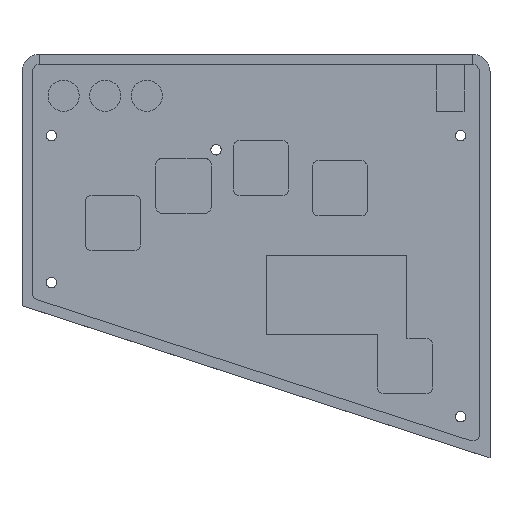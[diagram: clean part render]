
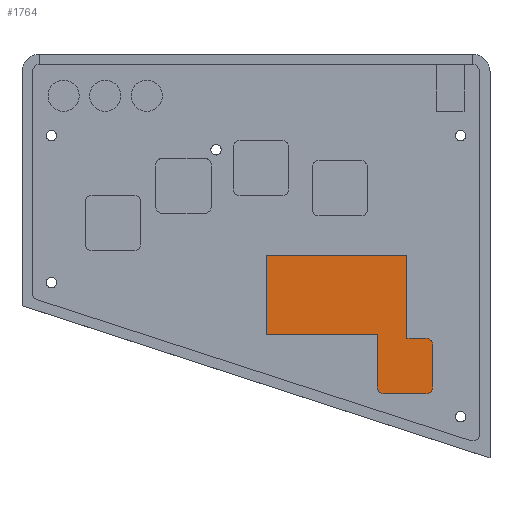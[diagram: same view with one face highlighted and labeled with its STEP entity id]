
A CAD part, top view. The second image highlights one B-rep face of the part: STEP entity #1764.
In plain terms, the highlighted planar face has unit normal (0, 0, 1).
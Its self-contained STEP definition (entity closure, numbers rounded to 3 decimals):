
#82=LINE('',#2621,#257);
#83=LINE('',#2625,#258);
#84=LINE('',#2629,#259);
#85=LINE('',#2631,#260);
#86=LINE('',#2633,#261);
#87=LINE('',#2635,#262);
#88=LINE('',#2637,#263);
#89=LINE('',#2639,#264);
#257=VECTOR('',#2067,10.);
#258=VECTOR('',#2070,10.);
#259=VECTOR('',#2073,10.);
#260=VECTOR('',#2074,10.);
#261=VECTOR('',#2075,10.);
#262=VECTOR('',#2076,10.);
#263=VECTOR('',#2077,10.);
#264=VECTOR('',#2078,10.);
#433=FACE_OUTER_BOUND('',#538,.T.);
#538=EDGE_LOOP('',(#1182,#1183,#1184,#1185,#1186,#1187,#1188,#1189,#1190,
#1191,#1192));
#669=CIRCLE('',#1873,2.);
#670=CIRCLE('',#1874,2.);
#671=CIRCLE('',#1875,2.);
#753=VERTEX_POINT('',#2619);
#754=VERTEX_POINT('',#2620);
#755=VERTEX_POINT('',#2622);
#756=VERTEX_POINT('',#2624);
#757=VERTEX_POINT('',#2626);
#758=VERTEX_POINT('',#2628);
#759=VERTEX_POINT('',#2630);
#760=VERTEX_POINT('',#2632);
#761=VERTEX_POINT('',#2634);
#762=VERTEX_POINT('',#2636);
#763=VERTEX_POINT('',#2638);
#923=EDGE_CURVE('',#753,#754,#82,.T.);
#924=EDGE_CURVE('',#755,#753,#669,.T.);
#925=EDGE_CURVE('',#756,#755,#83,.T.);
#926=EDGE_CURVE('',#757,#756,#670,.T.);
#927=EDGE_CURVE('',#758,#757,#84,.T.);
#928=EDGE_CURVE('',#759,#758,#85,.T.);
#929=EDGE_CURVE('',#760,#759,#86,.T.);
#930=EDGE_CURVE('',#761,#760,#87,.T.);
#931=EDGE_CURVE('',#762,#761,#88,.T.);
#932=EDGE_CURVE('',#763,#762,#89,.T.);
#933=EDGE_CURVE('',#754,#763,#671,.T.);
#1182=ORIENTED_EDGE('',*,*,#923,.F.);
#1183=ORIENTED_EDGE('',*,*,#924,.F.);
#1184=ORIENTED_EDGE('',*,*,#925,.F.);
#1185=ORIENTED_EDGE('',*,*,#926,.F.);
#1186=ORIENTED_EDGE('',*,*,#927,.F.);
#1187=ORIENTED_EDGE('',*,*,#928,.F.);
#1188=ORIENTED_EDGE('',*,*,#929,.F.);
#1189=ORIENTED_EDGE('',*,*,#930,.F.);
#1190=ORIENTED_EDGE('',*,*,#931,.F.);
#1191=ORIENTED_EDGE('',*,*,#932,.F.);
#1192=ORIENTED_EDGE('',*,*,#933,.F.);
#1700=PLANE('',#1872);
#1764=ADVANCED_FACE('',(#433),#1700,.T.);
#1872=AXIS2_PLACEMENT_3D('',#2618,#2065,#2066);
#1873=AXIS2_PLACEMENT_3D('',#2623,#2068,#2069);
#1874=AXIS2_PLACEMENT_3D('',#2627,#2071,#2072);
#1875=AXIS2_PLACEMENT_3D('',#2640,#2079,#2080);
#2065=DIRECTION('center_axis',(0.,0.,1.));
#2066=DIRECTION('ref_axis',(1.,0.,0.));
#2067=DIRECTION('',(-1.,0.,0.));
#2068=DIRECTION('center_axis',(0.,0.,-1.));
#2069=DIRECTION('ref_axis',(0.,-1.,0.));
#2070=DIRECTION('',(0.,-1.,0.));
#2071=DIRECTION('center_axis',(0.,0.,-1.));
#2072=DIRECTION('ref_axis',(1.,0.,0.));
#2073=DIRECTION('',(1.,0.,0.));
#2074=DIRECTION('',(0.,-1.,0.));
#2075=DIRECTION('',(1.,0.,0.));
#2076=DIRECTION('',(0.,1.,0.));
#2077=DIRECTION('',(-1.,0.,0.));
#2078=DIRECTION('',(0.,1.,0.));
#2079=DIRECTION('center_axis',(0.,0.,-1.));
#2080=DIRECTION('ref_axis',(-1.,0.,0.));
#2618=CARTESIAN_POINT('Origin',(67.5,111.77,1.3));
#2619=CARTESIAN_POINT('',(116.5,72.,1.3));
#2620=CARTESIAN_POINT('',(104.5,72.,1.3));
#2621=CARTESIAN_POINT('',(116.5,72.,1.3));
#2622=CARTESIAN_POINT('',(118.5,74.,1.3));
#2623=CARTESIAN_POINT('Origin',(116.5,74.,1.3));
#2624=CARTESIAN_POINT('',(118.5,86.,1.3));
#2625=CARTESIAN_POINT('',(118.5,86.,1.3));
#2626=CARTESIAN_POINT('',(116.5,88.,1.3));
#2627=CARTESIAN_POINT('Origin',(116.5,86.,1.3));
#2628=CARTESIAN_POINT('',(111.04,88.,1.3));
#2629=CARTESIAN_POINT('',(111.04,88.,1.3));
#2630=CARTESIAN_POINT('',(111.04,112.04,1.3));
#2631=CARTESIAN_POINT('',(111.04,89.18,1.3));
#2632=CARTESIAN_POINT('',(70.4,112.04,1.3));
#2633=CARTESIAN_POINT('',(70.4,112.04,1.3));
#2634=CARTESIAN_POINT('',(70.4,89.18,1.3));
#2635=CARTESIAN_POINT('',(70.4,89.18,1.3));
#2636=CARTESIAN_POINT('',(102.5,89.18,1.3));
#2637=CARTESIAN_POINT('',(102.5,89.18,1.3));
#2638=CARTESIAN_POINT('',(102.5,74.,1.3));
#2639=CARTESIAN_POINT('',(102.5,86.,1.3));
#2640=CARTESIAN_POINT('Origin',(104.5,74.,1.3));
